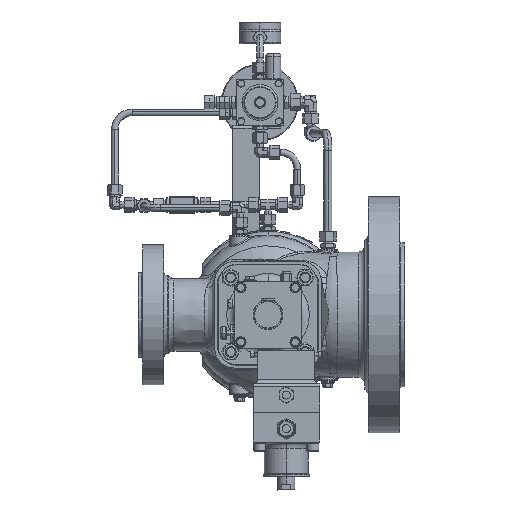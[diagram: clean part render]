
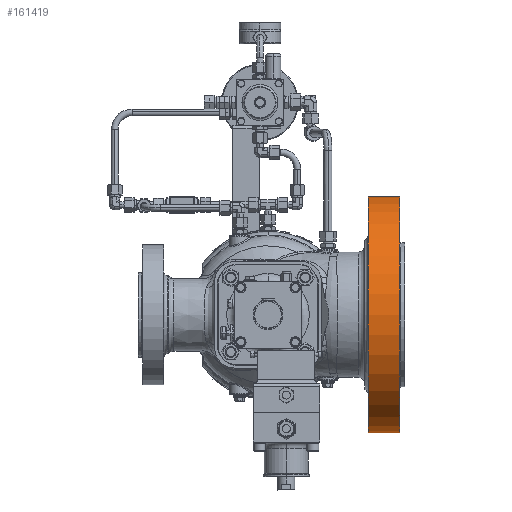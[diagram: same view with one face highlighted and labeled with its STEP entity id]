
A CAD part, front view. The second image highlights one B-rep face of the part: STEP entity #161419.
In plain terms, the highlighted cylindrical face has radius 177.5 mm (diameter 355 mm), a partial arc.
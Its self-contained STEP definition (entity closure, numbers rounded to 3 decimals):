
#8380 = AXIS2_PLACEMENT_3D ( 'NONE', #84633, #73957, #131855 ) ;
#13463 = CARTESIAN_POINT ( 'NONE',  ( 198., -10., 177.5 ) ) ;
#13782 = EDGE_LOOP ( 'NONE', ( #134922, #36793, #185477, #161547 ) ) ;
#19356 = VERTEX_POINT ( 'NONE', #177672 ) ;
#27570 = CARTESIAN_POINT ( 'NONE',  ( 150.3, -10., 0. ) ) ;
#30380 = CARTESIAN_POINT ( 'NONE',  ( 198., -10., -177.5 ) ) ;
#33388 = EDGE_CURVE ( 'NONE', #52701, #19356, #53758, .T. ) ;
#36793 = ORIENTED_EDGE ( 'NONE', *, *, #138284, .T. ) ;
#51451 = FACE_OUTER_BOUND ( 'NONE', #13782, .T. ) ;
#52701 = VERTEX_POINT ( 'NONE', #13463 ) ;
#53758 = LINE ( 'NONE', #171397, #190922 ) ;
#54511 = AXIS2_PLACEMENT_3D ( 'NONE', #27570, #100872, #101847 ) ;
#59143 = DIRECTION ( 'NONE',  ( -1., 0., 0. ) ) ;
#73957 = DIRECTION ( 'NONE',  ( -1., 0., 0. ) ) ;
#84633 = CARTESIAN_POINT ( 'NONE',  ( 198., -10., 0. ) ) ;
#89001 = LINE ( 'NONE', #89969, #178405 ) ;
#89969 = CARTESIAN_POINT ( 'NONE',  ( 24.149, -10., -177.5 ) ) ;
#91527 = CIRCLE ( 'NONE', #8380, 177.5 ) ;
#95839 = CYLINDRICAL_SURFACE ( 'NONE', #133402, 177.5 ) ;
#95966 = VERTEX_POINT ( 'NONE', #30380 ) ;
#100872 = DIRECTION ( 'NONE',  ( -1., 0., 0. ) ) ;
#101847 = DIRECTION ( 'NONE',  ( 0., 0., 1. ) ) ;
#110295 = CARTESIAN_POINT ( 'NONE',  ( 24.149, -10., 0. ) ) ;
#123023 = CARTESIAN_POINT ( 'NONE',  ( 150.3, -10., -177.5 ) ) ;
#124617 = EDGE_CURVE ( 'Defeature ausgef�hrt1_265+Defeature ausgef�hrt1_266+Defeature ausgef�hrt1_266+Defeature ausgef�hrt1_266', #186935, #19356, #137647, .T. ) ;
#128018 = DIRECTION ( 'NONE',  ( -1., 0., 0. ) ) ;
#131855 = DIRECTION ( 'NONE',  ( 0., 0., 1. ) ) ;
#133402 = AXIS2_PLACEMENT_3D ( 'NONE', #110295, #169105, #188384 ) ;
#134922 = ORIENTED_EDGE ( 'NONE', *, *, #142047, .F. ) ;
#137647 = CIRCLE ( 'NONE', #54511, 177.5 ) ;
#138284 = EDGE_CURVE ( 'Defeature ausgef�hrt1_266+Defeature ausgef�hrt1_267+Defeature ausgef�hrt1_267+Defeature ausgef�hrt1_267', #95966, #52701, #91527, .T. ) ;
#142047 = EDGE_CURVE ( 'NONE', #95966, #186935, #89001, .T. ) ;
#161419 = ADVANCED_FACE ( 'Defeature ausgef�hrt1_266', ( #51451 ), #95839, .T. ) ;
#161547 = ORIENTED_EDGE ( 'NONE', *, *, #124617, .F. ) ;
#169105 = DIRECTION ( 'NONE',  ( -1., 0., 0. ) ) ;
#171397 = CARTESIAN_POINT ( 'NONE',  ( 24.149, -10., 177.5 ) ) ;
#177672 = CARTESIAN_POINT ( 'NONE',  ( 150.3, -10., 177.5 ) ) ;
#178405 = VECTOR ( 'NONE', #59143, 1000. ) ;
#185477 = ORIENTED_EDGE ( 'NONE', *, *, #33388, .T. ) ;
#186935 = VERTEX_POINT ( 'NONE', #123023 ) ;
#188384 = DIRECTION ( 'NONE',  ( 0., 0., 1. ) ) ;
#190922 = VECTOR ( 'NONE', #128018, 1000. ) ;
